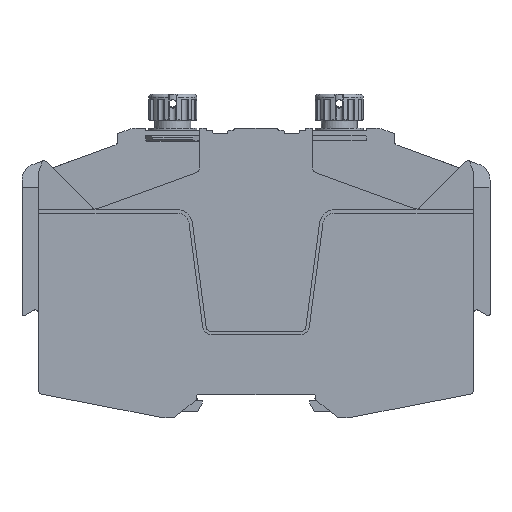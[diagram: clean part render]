
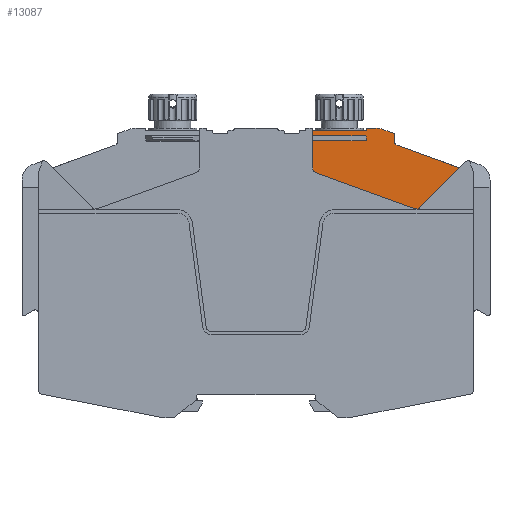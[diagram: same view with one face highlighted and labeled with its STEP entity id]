
A CAD part, left-side view. The second image highlights one B-rep face of the part: STEP entity #13087.
In plain terms, the highlighted planar face has unit normal (-1, 0, 0).
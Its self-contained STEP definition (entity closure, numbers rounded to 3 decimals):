
#8149=AXIS2_PLACEMENT_3D('Circle Axis2P3D',#8147,#8148,$) ;
#8199=AXIS2_PLACEMENT_3D('Circle Axis2P3D',#8197,#8198,$) ;
#9917=AXIS2_PLACEMENT_3D('Circle Axis2P3D',#9915,#9916,$) ;
#9969=AXIS2_PLACEMENT_3D('Circle Axis2P3D',#9967,#9968,$) ;
#10012=AXIS2_PLACEMENT_3D('Circle Axis2P3D',#10010,#10011,$) ;
#10857=AXIS2_PLACEMENT_3D('Circle Axis2P3D',#10855,#10856,$) ;
#10889=AXIS2_PLACEMENT_3D('Circle Axis2P3D',#10887,#10888,$) ;
#10968=AXIS2_PLACEMENT_3D('Circle Axis2P3D',#10966,#10967,$) ;
#11659=AXIS2_PLACEMENT_3D('Circle Axis2P3D',#11657,#11658,$) ;
#12306=AXIS2_PLACEMENT_3D('Circle Axis2P3D',#12304,#12305,$) ;
#12344=AXIS2_PLACEMENT_3D('Circle Axis2P3D',#12342,#12343,$) ;
#13059=AXIS2_PLACEMENT_3D('Plane Axis2P3D',#13056,#13057,#13058) ;
#8078=CARTESIAN_POINT('Vertex',(2.25,53.35,84.4)) ;
#8083=CARTESIAN_POINT('Line Origine',(2.25,53.35,85.35)) ;
#8087=CARTESIAN_POINT('Vertex',(2.25,53.35,86.3)) ;
#8099=CARTESIAN_POINT('Vertex',(2.25,53.35,75.4)) ;
#8102=CARTESIAN_POINT('Line Origine',(2.25,53.35,79.45)) ;
#8106=CARTESIAN_POINT('Vertex',(2.25,53.35,83.5)) ;
#8144=CARTESIAN_POINT('Vertex',(2.25,52.034,73.521)) ;
#8147=CARTESIAN_POINT('Axis2P3D Location',(2.25,51.35,75.4)) ;
#8169=CARTESIAN_POINT('Vertex',(2.25,22.88,62.91)) ;
#8172=CARTESIAN_POINT('Line Origine',(2.25,37.457,68.215)) ;
#8194=CARTESIAN_POINT('Vertex',(2.25,20.781,63.375)) ;
#8197=CARTESIAN_POINT('Axis2P3D Location',(2.25,22.196,64.789)) ;
#8231=CARTESIAN_POINT('Vertex',(2.25,8.903,75.253)) ;
#8234=CARTESIAN_POINT('Line Origine',(2.25,14.842,69.314)) ;
#9382=CARTESIAN_POINT('Vertex',(2.25,37.15,86.3)) ;
#9467=CARTESIAN_POINT('Line Origine',(2.25,45.25,86.3)) ;
#9894=CARTESIAN_POINT('Vertex',(2.25,37.15,86.7)) ;
#9897=CARTESIAN_POINT('Line Origine',(2.25,37.15,86.5)) ;
#9915=CARTESIAN_POINT('Axis2P3D Location',(2.25,36.85,86.7)) ;
#9919=CARTESIAN_POINT('Vertex',(2.25,36.85,87.)) ;
#9935=CARTESIAN_POINT('Line Origine',(2.25,35.932,87.)) ;
#9939=CARTESIAN_POINT('Vertex',(2.25,35.013,87.)) ;
#9964=CARTESIAN_POINT('Vertex',(2.25,31.593,86.397)) ;
#9967=CARTESIAN_POINT('Axis2P3D Location',(2.25,35.013,77.)) ;
#9985=CARTESIAN_POINT('Line Origine',(2.25,30.401,85.963)) ;
#9989=CARTESIAN_POINT('Vertex',(2.25,29.208,85.529)) ;
#10010=CARTESIAN_POINT('Axis2P3D Location',(2.25,29.55,84.589)) ;
#10014=CARTESIAN_POINT('Vertex',(2.25,28.55,84.589)) ;
#10035=CARTESIAN_POINT('Line Origine',(2.25,28.55,83.518)) ;
#10039=CARTESIAN_POINT('Vertex',(2.25,28.55,82.447)) ;
#10855=CARTESIAN_POINT('Axis2P3D Location',(2.25,53.05,83.5)) ;
#10859=CARTESIAN_POINT('Vertex',(2.25,53.05,83.2)) ;
#10884=CARTESIAN_POINT('Vertex',(2.25,53.05,84.7)) ;
#10887=CARTESIAN_POINT('Axis2P3D Location',(2.25,53.05,84.4)) ;
#10963=CARTESIAN_POINT('Vertex',(2.25,9.428,75.137)) ;
#10966=CARTESIAN_POINT('Axis2P3D Location',(2.25,9.257,75.607)) ;
#11657=CARTESIAN_POINT('Axis2P3D Location',(2.25,28.05,82.447)) ;
#11661=CARTESIAN_POINT('Vertex',(2.25,28.221,81.977)) ;
#11888=CARTESIAN_POINT('Line Origine',(2.25,18.824,78.557)) ;
#12252=CARTESIAN_POINT('Line Origine',(2.25,45.25,83.2)) ;
#12256=CARTESIAN_POINT('Vertex',(2.25,37.45,83.2)) ;
#12272=CARTESIAN_POINT('Line Origine',(2.25,45.25,84.7)) ;
#12276=CARTESIAN_POINT('Vertex',(2.25,37.45,84.7)) ;
#12301=CARTESIAN_POINT('Vertex',(2.25,37.15,84.4)) ;
#12304=CARTESIAN_POINT('Axis2P3D Location',(2.25,37.45,84.4)) ;
#12321=CARTESIAN_POINT('Vertex',(2.25,37.15,83.5)) ;
#12324=CARTESIAN_POINT('Line Origine',(2.25,37.15,83.95)) ;
#12342=CARTESIAN_POINT('Axis2P3D Location',(2.25,37.45,83.5)) ;
#13056=CARTESIAN_POINT('Axis2P3D Location',(2.25,70.25,7.)) ;
#8084=DIRECTION('Vector Direction',(0.,0.,1.)) ;
#8103=DIRECTION('Vector Direction',(0.,0.,1.)) ;
#8148=DIRECTION('Axis2P3D Direction',(-1.,0.,0.)) ;
#8173=DIRECTION('Vector Direction',(0.,0.94,0.342)) ;
#8198=DIRECTION('Axis2P3D Direction',(-1.,0.,0.)) ;
#8235=DIRECTION('Vector Direction',(0.,0.707,-0.707)) ;
#9468=DIRECTION('Vector Direction',(0.,1.,0.)) ;
#9898=DIRECTION('Vector Direction',(0.,0.,1.)) ;
#9916=DIRECTION('Axis2P3D Direction',(-1.,0.,0.)) ;
#9936=DIRECTION('Vector Direction',(0.,1.,0.)) ;
#9968=DIRECTION('Axis2P3D Direction',(1.,0.,0.)) ;
#9986=DIRECTION('Vector Direction',(0.,-0.94,-0.342)) ;
#10011=DIRECTION('Axis2P3D Direction',(-1.,0.,0.)) ;
#10036=DIRECTION('Vector Direction',(0.,0.,1.)) ;
#10856=DIRECTION('Axis2P3D Direction',(-1.,0.,0.)) ;
#10888=DIRECTION('Axis2P3D Direction',(-1.,0.,0.)) ;
#10967=DIRECTION('Axis2P3D Direction',(-1.,0.,0.)) ;
#11658=DIRECTION('Axis2P3D Direction',(-1.,0.,0.)) ;
#11889=DIRECTION('Vector Direction',(0.,-0.94,-0.342)) ;
#12253=DIRECTION('Vector Direction',(0.,-1.,0.)) ;
#12273=DIRECTION('Vector Direction',(0.,-1.,0.)) ;
#12305=DIRECTION('Axis2P3D Direction',(-1.,0.,0.)) ;
#12325=DIRECTION('Vector Direction',(0.,0.,1.)) ;
#12343=DIRECTION('Axis2P3D Direction',(-1.,0.,0.)) ;
#13057=DIRECTION('Axis2P3D Direction',(-1.,0.,0.)) ;
#13058=DIRECTION('Axis2P3D XDirection',(0.,-1.,0.)) ;
#8085=VECTOR('Line Direction',#8084,1.) ;
#8104=VECTOR('Line Direction',#8103,1.) ;
#8174=VECTOR('Line Direction',#8173,1.) ;
#8236=VECTOR('Line Direction',#8235,1.) ;
#9469=VECTOR('Line Direction',#9468,1.) ;
#9899=VECTOR('Line Direction',#9898,1.) ;
#9937=VECTOR('Line Direction',#9936,1.) ;
#9987=VECTOR('Line Direction',#9986,1.) ;
#10037=VECTOR('Line Direction',#10036,1.) ;
#11890=VECTOR('Line Direction',#11889,1.) ;
#12254=VECTOR('Line Direction',#12253,1.) ;
#12274=VECTOR('Line Direction',#12273,1.) ;
#12326=VECTOR('Line Direction',#12325,1.) ;
#13062=ORIENTED_EDGE('',*,*,#8238,.F.) ;
#13063=ORIENTED_EDGE('',*,*,#10970,.T.) ;
#13064=ORIENTED_EDGE('',*,*,#11892,.F.) ;
#13065=ORIENTED_EDGE('',*,*,#11663,.T.) ;
#13066=ORIENTED_EDGE('',*,*,#10041,.T.) ;
#13067=ORIENTED_EDGE('',*,*,#10016,.F.) ;
#13068=ORIENTED_EDGE('',*,*,#9991,.T.) ;
#13069=ORIENTED_EDGE('',*,*,#9971,.T.) ;
#13070=ORIENTED_EDGE('',*,*,#9941,.T.) ;
#13071=ORIENTED_EDGE('',*,*,#9921,.F.) ;
#13072=ORIENTED_EDGE('',*,*,#9901,.F.) ;
#13073=ORIENTED_EDGE('',*,*,#9471,.T.) ;
#13074=ORIENTED_EDGE('',*,*,#8089,.F.) ;
#13075=ORIENTED_EDGE('',*,*,#10891,.T.) ;
#13076=ORIENTED_EDGE('',*,*,#12278,.T.) ;
#13077=ORIENTED_EDGE('',*,*,#12308,.T.) ;
#13078=ORIENTED_EDGE('',*,*,#12328,.F.) ;
#13079=ORIENTED_EDGE('',*,*,#12346,.T.) ;
#13080=ORIENTED_EDGE('',*,*,#12258,.F.) ;
#13081=ORIENTED_EDGE('',*,*,#10861,.T.) ;
#13082=ORIENTED_EDGE('',*,*,#8108,.F.) ;
#13083=ORIENTED_EDGE('',*,*,#8151,.T.) ;
#13084=ORIENTED_EDGE('',*,*,#8176,.T.) ;
#13085=ORIENTED_EDGE('',*,*,#8201,.T.) ;
#13087=ADVANCED_FACE('MLD_CS_TTB_PLM001323.1\\MLD_CS_TT_6_Grundkoerper',(#13086),#13060,.T.) ;
#8150=CIRCLE('generated circle',#8149,2.) ;
#8200=CIRCLE('generated circle',#8199,2.) ;
#9918=CIRCLE('generated circle',#9917,0.3) ;
#9970=CIRCLE('generated circle',#9969,10.) ;
#10013=CIRCLE('generated circle',#10012,1.) ;
#10858=CIRCLE('generated circle',#10857,0.3) ;
#10890=CIRCLE('generated circle',#10889,0.3) ;
#10969=CIRCLE('generated circle',#10968,0.5) ;
#11660=CIRCLE('generated circle',#11659,0.5) ;
#12307=CIRCLE('generated circle',#12306,0.3) ;
#12345=CIRCLE('generated circle',#12344,0.3) ;
#8089=EDGE_CURVE('',#8079,#8088,#8086,.T.) ;
#8108=EDGE_CURVE('',#8100,#8107,#8105,.T.) ;
#8151=EDGE_CURVE('',#8100,#8145,#8150,.T.) ;
#8176=EDGE_CURVE('',#8145,#8170,#8175,.F.) ;
#8201=EDGE_CURVE('',#8170,#8195,#8200,.T.) ;
#8238=EDGE_CURVE('',#8232,#8195,#8237,.T.) ;
#9471=EDGE_CURVE('',#9383,#8088,#9470,.T.) ;
#9901=EDGE_CURVE('',#9383,#9895,#9900,.T.) ;
#9921=EDGE_CURVE('',#9895,#9920,#9918,.F.) ;
#9941=EDGE_CURVE('',#9940,#9920,#9938,.T.) ;
#9971=EDGE_CURVE('',#9965,#9940,#9970,.F.) ;
#9991=EDGE_CURVE('',#9990,#9965,#9988,.F.) ;
#10016=EDGE_CURVE('',#9990,#10015,#10013,.F.) ;
#10041=EDGE_CURVE('',#10040,#10015,#10038,.T.) ;
#10861=EDGE_CURVE('',#10860,#8107,#10858,.F.) ;
#10891=EDGE_CURVE('',#8079,#10885,#10890,.F.) ;
#10970=EDGE_CURVE('',#8232,#10964,#10969,.F.) ;
#11663=EDGE_CURVE('',#11662,#10040,#11660,.F.) ;
#11892=EDGE_CURVE('',#11662,#10964,#11891,.T.) ;
#12258=EDGE_CURVE('',#10860,#12257,#12255,.T.) ;
#12278=EDGE_CURVE('',#10885,#12277,#12275,.T.) ;
#12308=EDGE_CURVE('',#12277,#12302,#12307,.F.) ;
#12328=EDGE_CURVE('',#12322,#12302,#12327,.T.) ;
#12346=EDGE_CURVE('',#12322,#12257,#12345,.F.) ;
#13061=EDGE_LOOP('',(#13062,#13063,#13064,#13065,#13066,#13067,#13068,#13069,#13070,#13071,#13072,#13073,#13074,#13075,#13076,#13077,#13078,#13079,#13080,#13081,#13082,#13083,#13084,#13085)) ;
#13086=FACE_OUTER_BOUND('',#13061,.T.) ;
#8086=LINE('Line',#8083,#8085) ;
#8105=LINE('Line',#8102,#8104) ;
#8175=LINE('Line',#8172,#8174) ;
#8237=LINE('Line',#8234,#8236) ;
#9470=LINE('Line',#9467,#9469) ;
#9900=LINE('Line',#9897,#9899) ;
#9938=LINE('Line',#9935,#9937) ;
#9988=LINE('Line',#9985,#9987) ;
#10038=LINE('Line',#10035,#10037) ;
#11891=LINE('Line',#11888,#11890) ;
#12255=LINE('Line',#12252,#12254) ;
#12275=LINE('Line',#12272,#12274) ;
#12327=LINE('Line',#12324,#12326) ;
#13060=PLANE('',#13059) ;
#8079=VERTEX_POINT('',#8078) ;
#8088=VERTEX_POINT('',#8087) ;
#8100=VERTEX_POINT('',#8099) ;
#8107=VERTEX_POINT('',#8106) ;
#8145=VERTEX_POINT('',#8144) ;
#8170=VERTEX_POINT('',#8169) ;
#8195=VERTEX_POINT('',#8194) ;
#8232=VERTEX_POINT('',#8231) ;
#9383=VERTEX_POINT('',#9382) ;
#9895=VERTEX_POINT('',#9894) ;
#9920=VERTEX_POINT('',#9919) ;
#9940=VERTEX_POINT('',#9939) ;
#9965=VERTEX_POINT('',#9964) ;
#9990=VERTEX_POINT('',#9989) ;
#10015=VERTEX_POINT('',#10014) ;
#10040=VERTEX_POINT('',#10039) ;
#10860=VERTEX_POINT('',#10859) ;
#10885=VERTEX_POINT('',#10884) ;
#10964=VERTEX_POINT('',#10963) ;
#11662=VERTEX_POINT('',#11661) ;
#12257=VERTEX_POINT('',#12256) ;
#12277=VERTEX_POINT('',#12276) ;
#12302=VERTEX_POINT('',#12301) ;
#12322=VERTEX_POINT('',#12321) ;
